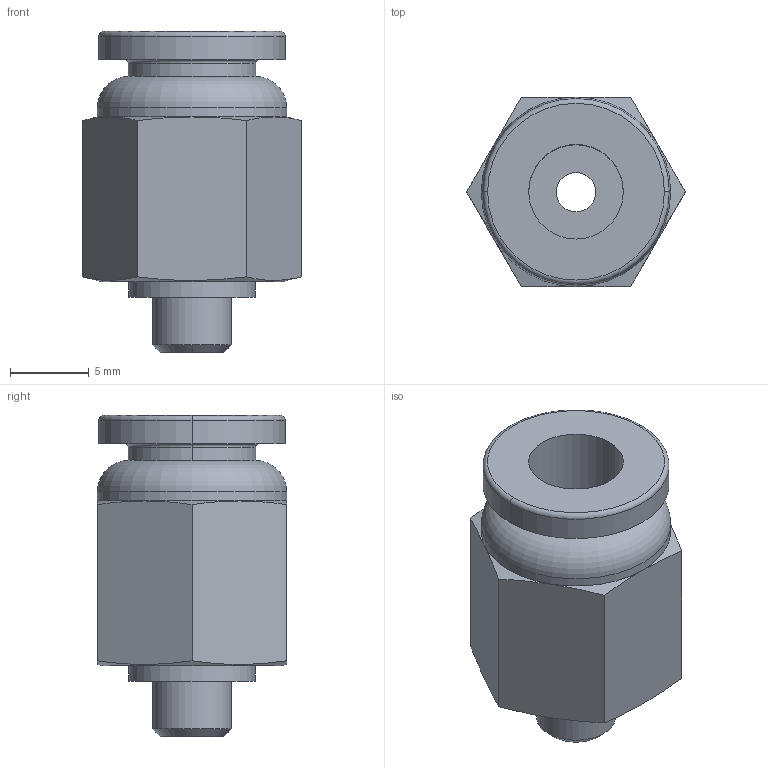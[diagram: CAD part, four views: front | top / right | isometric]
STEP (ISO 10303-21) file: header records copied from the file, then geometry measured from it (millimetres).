
FILE_DESCRIPTION(/* description */ (''),/* implementation_level */ '2;1');
FILE_NAME(/* name */ 'PC6-M5.stp',/* time_stamp */ '2025-05-13T12:01:05-04:00',/* author */ ('esanner'),/* organization */ (''),/* preprocessor_version */ 'ST-DEVELOPER v19',/* originating_system */ 'AutoCAD Mechanical',/* authorisation */ '');
FILE_SCHEMA (('AUTOMOTIVE_DESIGN { 1 0 10303 214 3 1 1 }'));
Length unit declared in the file: millimetre
Products named in the file (1): Product
Bounding box: 13.86 x 12 x 20.35 mm (x, y, z)
Volume: 1475.9 mm3; surface area: 1332.1 mm2
Topology: 1 solids, 1 shells, 36 faces, 77 edges, 48 vertices
Faces by surface type: plane 13, cylinder 9, cone 9, torus 5
Full cylindrical faces by diameter (mm): 2.5 x1, 5 x1, 6 x1, 8 x1, 12 x1
Entity records: 1000 total; most frequent: CARTESIAN_POINT 200, DIRECTION 175, ORIENTED_EDGE 156, EDGE_CURVE 78, AXIS2_PLACEMENT_3D 78, VERTEX_POINT 49, EDGE_LOOP 43, CIRCLE 41
